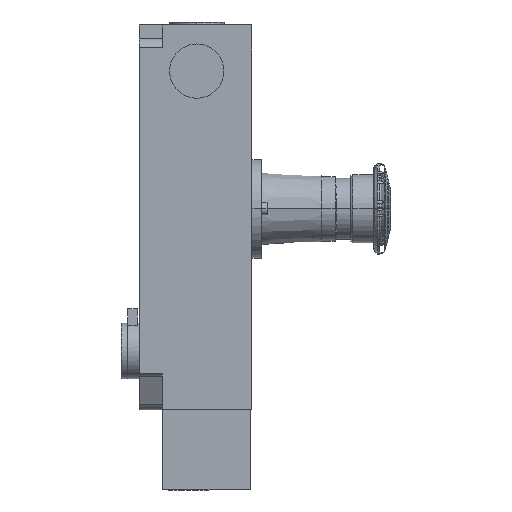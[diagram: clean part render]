
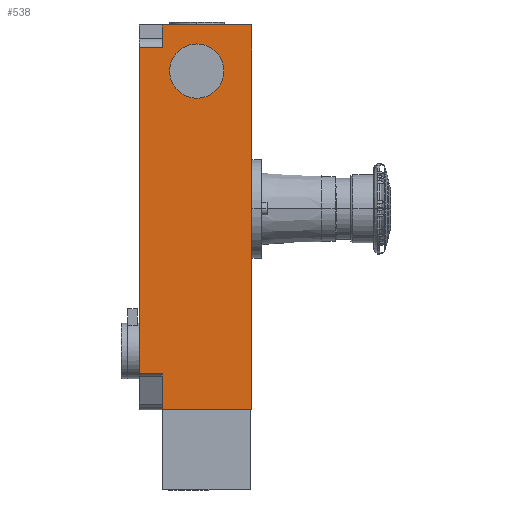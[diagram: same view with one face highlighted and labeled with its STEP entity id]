
A CAD part, left-side view. The second image highlights one B-rep face of the part: STEP entity #538.
In plain terms, the highlighted planar face has unit normal (-1, 0, 0).
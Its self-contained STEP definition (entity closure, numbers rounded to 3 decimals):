
#538=ADVANCED_FACE('',(#1243,#1244),#1245,.T.);
#1243=FACE_OUTER_BOUND('',#2162,.T.);
#1244=FACE_BOUND('',#2163,.T.);
#1245=PLANE('',#2164);
#2162=EDGE_LOOP('',(#3738,#3739,#3740,#3741,#3742,#3743,#3744,#3745));
#2163=EDGE_LOOP('',(#3746,#3747));
#2164=AXIS2_PLACEMENT_3D('',#3748,#3749,#3750);
#3738=ORIENTED_EDGE('',*,*,#5751,.T.);
#3739=ORIENTED_EDGE('',*,*,#5723,.F.);
#3740=ORIENTED_EDGE('',*,*,#5752,.T.);
#3741=ORIENTED_EDGE('',*,*,#5704,.T.);
#3742=ORIENTED_EDGE('',*,*,#5753,.F.);
#3743=ORIENTED_EDGE('',*,*,#5754,.F.);
#3744=ORIENTED_EDGE('',*,*,#5755,.F.);
#3745=ORIENTED_EDGE('',*,*,#5756,.F.);
#3746=ORIENTED_EDGE('',*,*,#5757,.T.);
#3747=ORIENTED_EDGE('',*,*,#5663,.T.);
#3748=CARTESIAN_POINT('',(-22.148,47.516,-18.0));
#3749=DIRECTION('',(-1.0,0.0,0.0));
#3750=DIRECTION('',(0.0,0.0,1.0));
#5663=EDGE_CURVE('',#6864,#6868,#6870,.F.);
#5704=EDGE_CURVE('',#6939,#6936,#6940,.T.);
#5723=EDGE_CURVE('',#6968,#6970,#6971,.T.);
#5751=EDGE_CURVE('',#7010,#6970,#7011,.T.);
#5752=EDGE_CURVE('',#6968,#6939,#7012,.T.);
#5753=EDGE_CURVE('',#7013,#6936,#7014,.T.);
#5754=EDGE_CURVE('',#7015,#7013,#7016,.T.);
#5755=EDGE_CURVE('',#7017,#7015,#7018,.T.);
#5756=EDGE_CURVE('',#7010,#7017,#7019,.T.);
#5757=EDGE_CURVE('',#6868,#6864,#7020,.F.);
#6864=VERTEX_POINT('',#8718);
#6868=VERTEX_POINT('',#8723);
#6870=CIRCLE('',#8726,9.25);
#6936=VERTEX_POINT('',#8806);
#6939=VERTEX_POINT('',#8810);
#6940=LINE('',#8811,#8812);
#6968=VERTEX_POINT('',#8849);
#6970=VERTEX_POINT('',#8852);
#6971=LINE('',#8853,#8854);
#7010=VERTEX_POINT('',#8909);
#7011=LINE('',#8910,#8911);
#7012=LINE('',#8912,#8913);
#7013=VERTEX_POINT('',#8914);
#7014=LINE('',#8915,#8916);
#7015=VERTEX_POINT('',#8917);
#7016=LINE('',#8918,#8919);
#7017=VERTEX_POINT('',#8920);
#7018=LINE('',#8921,#8922);
#7019=LINE('',#8923,#8924);
#7020=CIRCLE('',#8925,9.25);
#8718=CARTESIAN_POINT('',(-22.148,22.0,122.35));
#8723=CARTESIAN_POINT('',(-22.148,22.0,140.85));
#8726=AXIS2_PLACEMENT_3D('',#10375,#10376,#10377);
#8806=CARTESIAN_POINT('',(-22.148,-2.3,151.998));
#8810=CARTESIAN_POINT('',(-22.148,-2.3,-18.0));
#8811=CARTESIAN_POINT('',(-22.148,-2.3,-18.0));
#8812=VECTOR('',#10447,1.0);
#8849=CARTESIAN_POINT('',(-22.148,37.3,-18.0));
#8852=CARTESIAN_POINT('',(-22.148,37.3,-2.15));
#8853=CARTESIAN_POINT('',(-22.148,37.3,-18.0));
#8854=VECTOR('',#10479,1.0);
#8909=CARTESIAN_POINT('',(-22.148,47.516,-2.15));
#8910=CARTESIAN_POINT('',(-22.148,47.516,-2.15));
#8911=VECTOR('',#10508,1.0);
#8912=CARTESIAN_POINT('',(-22.148,47.516,-18.0));
#8913=VECTOR('',#10509,1.0);
#8914=CARTESIAN_POINT('',(-22.148,37.3,151.998));
#8915=CARTESIAN_POINT('',(-22.148,47.516,151.998));
#8916=VECTOR('',#10510,1.0);
#8917=CARTESIAN_POINT('',(-22.148,37.3,141.894));
#8918=CARTESIAN_POINT('',(-22.148,37.3,-18.0));
#8919=VECTOR('',#10511,1.0);
#8920=CARTESIAN_POINT('',(-22.148,47.516,141.894));
#8921=CARTESIAN_POINT('',(-22.148,47.516,141.894));
#8922=VECTOR('',#10512,1.0);
#8923=CARTESIAN_POINT('',(-22.148,47.516,-18.0));
#8924=VECTOR('',#10513,1.0);
#8925=AXIS2_PLACEMENT_3D('',#10514,#10515,#10516);
#10375=CARTESIAN_POINT('',(-22.148,22.0,131.6));
#10376=DIRECTION('',(-1.0,0.0,0.0));
#10377=DIRECTION('',(0.0,0.0,1.0));
#10447=DIRECTION('',(0.0,0.0,1.0));
#10479=DIRECTION('',(0.0,0.0,1.0));
#10508=DIRECTION('',(0.0,-1.0,0.0));
#10509=DIRECTION('',(0.0,-1.0,0.0));
#10510=DIRECTION('',(0.0,-1.0,0.0));
#10511=DIRECTION('',(0.0,0.0,1.0));
#10512=DIRECTION('',(0.0,-1.0,0.0));
#10513=DIRECTION('',(0.0,0.0,1.0));
#10514=CARTESIAN_POINT('',(-22.148,22.0,131.6));
#10515=DIRECTION('',(-1.0,0.0,0.0));
#10516=DIRECTION('',(0.0,0.0,1.0));
